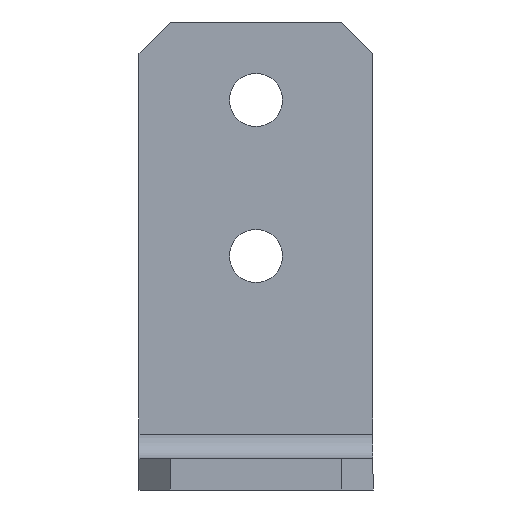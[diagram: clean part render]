
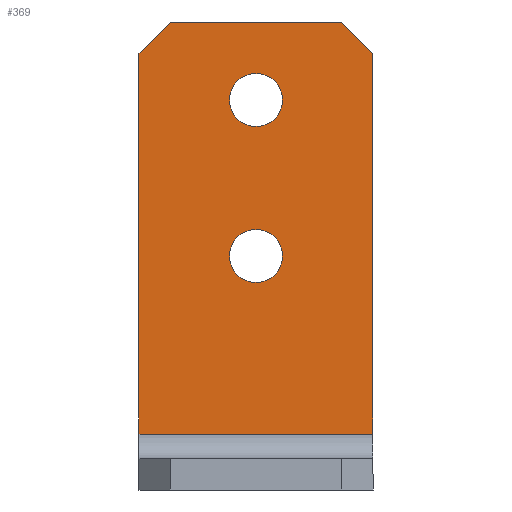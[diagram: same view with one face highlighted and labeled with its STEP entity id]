
A CAD part, front view. The second image highlights one B-rep face of the part: STEP entity #369.
In plain terms, the highlighted planar face has unit normal (0, -1, 0).
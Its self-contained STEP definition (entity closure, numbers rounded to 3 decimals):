
#4 = CIRCLE ( 'NONE', #176, 1.7 ) ;
#6 = VECTOR ( 'NONE', #44, 1000. ) ;
#27 = EDGE_LOOP ( 'NONE', ( #521, #755, #97, #162, #654, #280 ) ) ;
#34 = CARTESIAN_POINT ( 'NONE',  ( 5.5, 13., 28. ) ) ;
#35 = VERTEX_POINT ( 'NONE', #766 ) ;
#37 = FACE_OUTER_BOUND ( 'NONE', #27, .T. ) ;
#44 = DIRECTION ( 'NONE',  ( 0., 0., -1. ) ) ;
#45 = AXIS2_PLACEMENT_3D ( 'NONE', #533, #404, #400 ) ;
#49 = CARTESIAN_POINT ( 'NONE',  ( 0., 13., 13. ) ) ;
#54 = LINE ( 'NONE', #224, #343 ) ;
#58 = LINE ( 'NONE', #337, #500 ) ;
#59 = EDGE_CURVE ( 'NONE', #652, #575, #334, .T. ) ;
#69 = VERTEX_POINT ( 'NONE', #316 ) ;
#73 = AXIS2_PLACEMENT_3D ( 'NONE', #192, #750, #324 ) ;
#86 = DIRECTION ( 'NONE',  ( -0.707, 0., -0.707 ) ) ;
#97 = ORIENTED_EDGE ( 'NONE', *, *, #181, .F. ) ;
#128 = VECTOR ( 'NONE', #241, 1000. ) ;
#141 = VERTEX_POINT ( 'NONE', #422 ) ;
#148 = LINE ( 'NONE', #191, #556 ) ;
#162 = ORIENTED_EDGE ( 'NONE', *, *, #59, .F. ) ;
#169 = ORIENTED_EDGE ( 'NONE', *, *, #322, .F. ) ;
#173 = LINE ( 'NONE', #504, #597 ) ;
#176 = AXIS2_PLACEMENT_3D ( 'NONE', #251, #513, #823 ) ;
#181 = EDGE_CURVE ( 'NONE', #575, #381, #58, .T. ) ;
#183 = CARTESIAN_POINT ( 'NONE',  ( 0., 13., 21.3 ) ) ;
#191 = CARTESIAN_POINT ( 'NONE',  ( 16.75, 13., 16.75 ) ) ;
#192 = CARTESIAN_POINT ( 'NONE',  ( 0., 13., 23. ) ) ;
#224 = CARTESIAN_POINT ( 'NONE',  ( -16.75, 13., 16.75 ) ) ;
#241 = DIRECTION ( 'NONE',  ( -1., 0., 0. ) ) ;
#242 = AXIS2_PLACEMENT_3D ( 'NONE', #596, #783, #397 ) ;
#247 = DIRECTION ( 'NONE',  ( 1., 0., 0. ) ) ;
#249 = DIRECTION ( 'NONE',  ( -0.707, 0., 0.707 ) ) ;
#251 = CARTESIAN_POINT ( 'NONE',  ( 0., 13., 23. ) ) ;
#261 = EDGE_LOOP ( 'NONE', ( #169, #292 ) ) ;
#280 = ORIENTED_EDGE ( 'NONE', *, *, #347, .T. ) ;
#284 = EDGE_CURVE ( 'NONE', #576, #518, #747, .T. ) ;
#292 = ORIENTED_EDGE ( 'NONE', *, *, #284, .F. ) ;
#309 = EDGE_CURVE ( 'NONE', #69, #820, #679, .T. ) ;
#316 = CARTESIAN_POINT ( 'NONE',  ( 0., 13., 14.7 ) ) ;
#318 = DIRECTION ( 'NONE',  ( 0., 0., -1. ) ) ;
#322 = EDGE_CURVE ( 'NONE', #518, #576, #4, .T. ) ;
#324 = DIRECTION ( 'NONE',  ( 0., 0., -1. ) ) ;
#325 = ORIENTED_EDGE ( 'NONE', *, *, #413, .F. ) ;
#326 = FACE_BOUND ( 'NONE', #632, .T. ) ;
#334 = LINE ( 'NONE', #690, #128 ) ;
#337 = CARTESIAN_POINT ( 'NONE',  ( -7.5, 13., 28. ) ) ;
#343 = VECTOR ( 'NONE', #86, 1000. ) ;
#347 = EDGE_CURVE ( 'NONE', #35, #774, #148, .T. ) ;
#365 = CARTESIAN_POINT ( 'NONE',  ( 0., 13., 24.7 ) ) ;
#369 = ADVANCED_FACE ( 'NONE', ( #326, #577, #37 ), #776, .T. ) ;
#372 = CARTESIAN_POINT ( 'NONE',  ( 7.5, 13., 0. ) ) ;
#381 = VERTEX_POINT ( 'NONE', #539 ) ;
#397 = DIRECTION ( 'NONE',  ( 0., 0., -1. ) ) ;
#400 = DIRECTION ( 'NONE',  ( 0., 0., -1. ) ) ;
#404 = DIRECTION ( 'NONE',  ( 0., -1., 0. ) ) ;
#413 = EDGE_CURVE ( 'NONE', #820, #69, #699, .T. ) ;
#422 = CARTESIAN_POINT ( 'NONE',  ( -5.5, 13., 28. ) ) ;
#442 = DIRECTION ( 'NONE',  ( 0., -1., 0. ) ) ;
#450 = ORIENTED_EDGE ( 'NONE', *, *, #309, .F. ) ;
#474 = EDGE_CURVE ( 'NONE', #141, #774, #173, .T. ) ;
#475 = CARTESIAN_POINT ( 'NONE',  ( 0., 13., 11.3 ) ) ;
#500 = VECTOR ( 'NONE', #769, 1000. ) ;
#504 = CARTESIAN_POINT ( 'NONE',  ( 7.5, 13., 28. ) ) ;
#513 = DIRECTION ( 'NONE',  ( 0., -1., 0. ) ) ;
#518 = VERTEX_POINT ( 'NONE', #183 ) ;
#521 = ORIENTED_EDGE ( 'NONE', *, *, #474, .F. ) ;
#522 = EDGE_CURVE ( 'NONE', #35, #652, #821, .T. ) ;
#533 = CARTESIAN_POINT ( 'NONE',  ( 0., 13., 0. ) ) ;
#539 = CARTESIAN_POINT ( 'NONE',  ( -7.5, 13., 26. ) ) ;
#547 = CARTESIAN_POINT ( 'NONE',  ( 7.5, 13., 1.587 ) ) ;
#556 = VECTOR ( 'NONE', #249, 1000. ) ;
#575 = VERTEX_POINT ( 'NONE', #737 ) ;
#576 = VERTEX_POINT ( 'NONE', #365 ) ;
#577 = FACE_BOUND ( 'NONE', #261, .T. ) ;
#596 = CARTESIAN_POINT ( 'NONE',  ( 0., 13., 13. ) ) ;
#597 = VECTOR ( 'NONE', #247, 1000. ) ;
#632 = EDGE_LOOP ( 'NONE', ( #325, #450 ) ) ;
#646 = EDGE_CURVE ( 'NONE', #141, #381, #54, .T. ) ;
#652 = VERTEX_POINT ( 'NONE', #547 ) ;
#654 = ORIENTED_EDGE ( 'NONE', *, *, #522, .F. ) ;
#679 = CIRCLE ( 'NONE', #815, 1.7 ) ;
#690 = CARTESIAN_POINT ( 'NONE',  ( 7.5, 13., 1.587 ) ) ;
#699 = CIRCLE ( 'NONE', #242, 1.7 ) ;
#737 = CARTESIAN_POINT ( 'NONE',  ( -7.5, 13., 1.587 ) ) ;
#747 = CIRCLE ( 'NONE', #73, 1.7 ) ;
#750 = DIRECTION ( 'NONE',  ( 0., -1., 0. ) ) ;
#755 = ORIENTED_EDGE ( 'NONE', *, *, #646, .T. ) ;
#766 = CARTESIAN_POINT ( 'NONE',  ( 7.5, 13., 26. ) ) ;
#769 = DIRECTION ( 'NONE',  ( 0., 0., 1. ) ) ;
#774 = VERTEX_POINT ( 'NONE', #34 ) ;
#776 = PLANE ( 'NONE',  #45 ) ;
#783 = DIRECTION ( 'NONE',  ( 0., -1., 0. ) ) ;
#815 = AXIS2_PLACEMENT_3D ( 'NONE', #49, #442, #318 ) ;
#820 = VERTEX_POINT ( 'NONE', #475 ) ;
#821 = LINE ( 'NONE', #372, #6 ) ;
#823 = DIRECTION ( 'NONE',  ( 0., 0., -1. ) ) ;
